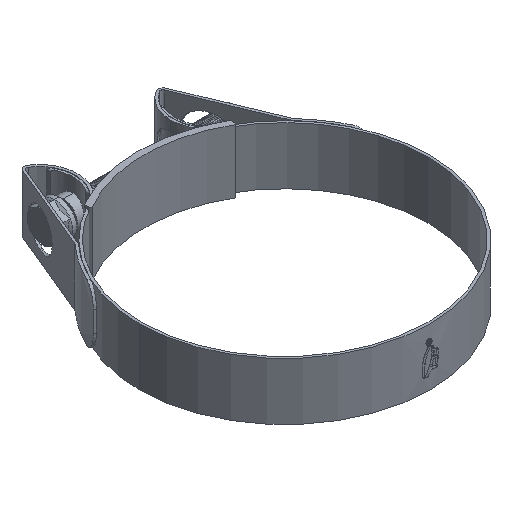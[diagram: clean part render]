
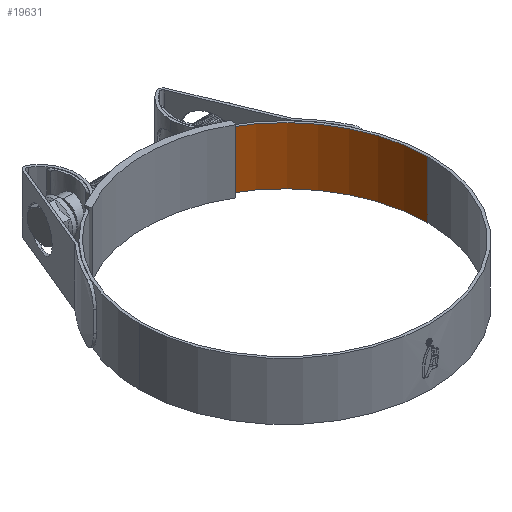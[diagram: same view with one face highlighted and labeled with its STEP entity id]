
A CAD part, isometric view. The second image highlights one B-rep face of the part: STEP entity #19631.
In plain terms, the highlighted cylindrical face has radius 70 mm (diameter 140 mm), a partial arc.
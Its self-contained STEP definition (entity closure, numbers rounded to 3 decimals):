
#1292 = DIRECTION ( 'NONE',  ( 0., 0., -1. ) ) ;
#1723 = EDGE_CURVE ( 'NONE', #25126, #36743, #5359, .T. ) ;
#3077 = VERTEX_POINT ( 'NONE', #27988 ) ;
#3265 = DIRECTION ( 'NONE',  ( 0., 0., -1. ) ) ;
#3471 = CYLINDRICAL_SURFACE ( 'NONE', #24638, 70. ) ;
#4510 = EDGE_CURVE ( 'NONE', #36743, #3077, #13349, .T. ) ;
#4728 = DIRECTION ( 'NONE',  ( 0., 0., -1. ) ) ;
#5359 = CIRCLE ( 'NONE', #11789, 70. ) ;
#6069 = CARTESIAN_POINT ( 'NONE',  ( 32.725, 61.88, 14. ) ) ;
#6369 = CARTESIAN_POINT ( 'NONE',  ( 0., 0., 14. ) ) ;
#6551 = CIRCLE ( 'NONE', #26349, 70. ) ;
#9788 = DIRECTION ( 'NONE',  ( -1., 0., 0. ) ) ;
#10146 = DIRECTION ( 'NONE',  ( 0., 0., -1. ) ) ;
#11190 = VECTOR ( 'NONE', #1292, 1000. ) ;
#11353 = CARTESIAN_POINT ( 'NONE',  ( 0., 0., -14. ) ) ;
#11789 = AXIS2_PLACEMENT_3D ( 'NONE', #6369, #33701, #9788 ) ;
#12485 = EDGE_CURVE ( 'NONE', #25126, #33795, #37002, .T. ) ;
#13349 = LINE ( 'NONE', #19121, #18523 ) ;
#15449 = ORIENTED_EDGE ( 'NONE', *, *, #12485, .T. ) ;
#18523 = VECTOR ( 'NONE', #10146, 1000. ) ;
#19121 = CARTESIAN_POINT ( 'NONE',  ( 70., 0., 14. ) ) ;
#19467 = CARTESIAN_POINT ( 'NONE',  ( 32.725, 61.88, 14. ) ) ;
#19631 = ADVANCED_FACE ( 'NONE', ( #30603 ), #3471, .F. ) ;
#22184 = ORIENTED_EDGE ( 'NONE', *, *, #1723, .F. ) ;
#22669 = CARTESIAN_POINT ( 'NONE',  ( 32.725, 61.88, -14. ) ) ;
#24638 = AXIS2_PLACEMENT_3D ( 'NONE', #36789, #3265, #36978 ) ;
#25126 = VERTEX_POINT ( 'NONE', #6069 ) ;
#26349 = AXIS2_PLACEMENT_3D ( 'NONE', #11353, #4728, #29263 ) ;
#27761 = ORIENTED_EDGE ( 'NONE', *, *, #4510, .F. ) ;
#27988 = CARTESIAN_POINT ( 'NONE',  ( 70., 0., -14. ) ) ;
#29263 = DIRECTION ( 'NONE',  ( -1., 0., 0. ) ) ;
#30603 = FACE_OUTER_BOUND ( 'NONE', #31494, .T. ) ;
#31494 = EDGE_LOOP ( 'NONE', ( #27761, #22184, #15449, #34541 ) ) ;
#33701 = DIRECTION ( 'NONE',  ( 0., 0., -1. ) ) ;
#33795 = VERTEX_POINT ( 'NONE', #22669 ) ;
#34541 = ORIENTED_EDGE ( 'NONE', *, *, #35875, .T. ) ;
#35788 = CARTESIAN_POINT ( 'NONE',  ( 70., 0., 14. ) ) ;
#35875 = EDGE_CURVE ( 'NONE', #33795, #3077, #6551, .T. ) ;
#36743 = VERTEX_POINT ( 'NONE', #35788 ) ;
#36789 = CARTESIAN_POINT ( 'NONE',  ( 0., 0., 14. ) ) ;
#36978 = DIRECTION ( 'NONE',  ( -1., 0., 0. ) ) ;
#37002 = LINE ( 'NONE', #19467, #11190 ) ;
